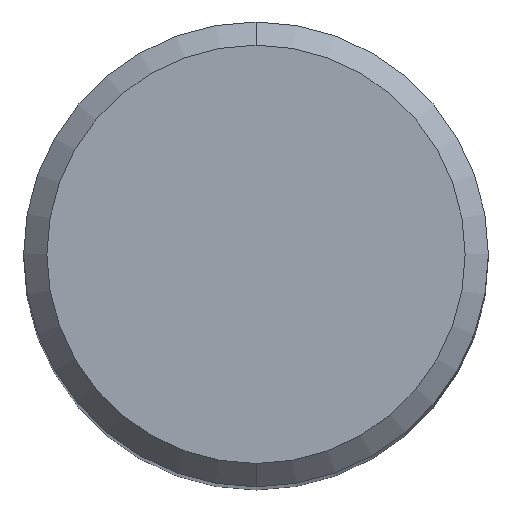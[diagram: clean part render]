
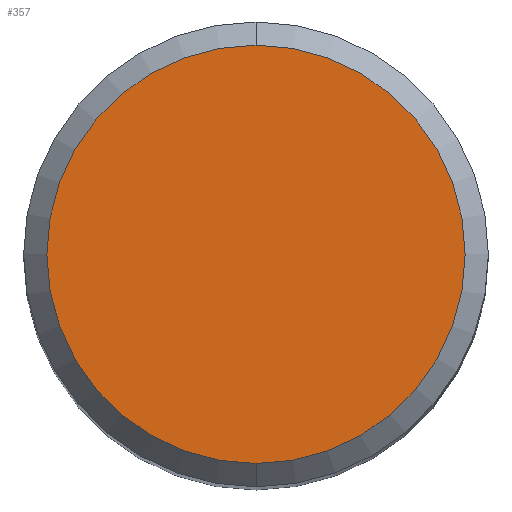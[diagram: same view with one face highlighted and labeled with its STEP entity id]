
A CAD part, top view. The second image highlights one B-rep face of the part: STEP entity #357.
In plain terms, the highlighted planar face has unit normal (0, 0, 1).
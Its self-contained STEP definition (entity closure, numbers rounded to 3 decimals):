
#201=EDGE_CURVE('',#247,#345,#511,.T.);
#247=VERTEX_POINT('',#561);
#255=EDGE_CURVE('',#345,#247,#569,.T.);
#345=VERTEX_POINT('',#669);
#357=ADVANCED_FACE('',(#682),#683,.T.);
#511=CIRCLE('',#851,4.5);
#561=CARTESIAN_POINT('',(0.0,4.5,0.0));
#569=CIRCLE('',#961,4.5);
#669=CARTESIAN_POINT('',(0.,-4.5,0.0));
#682=FACE_OUTER_BOUND('',#1176,.T.);
#683=PLANE('',#1177);
#851=AXIS2_PLACEMENT_3D('',#1515,#1516,#1517);
#961=AXIS2_PLACEMENT_3D('',#1560,#1561,#1562);
#1176=EDGE_LOOP('',(#1716,#1717));
#1177=AXIS2_PLACEMENT_3D('',#1718,#1719,#1720);
#1515=CARTESIAN_POINT('',(0.0,0.0,0.0));
#1516=DIRECTION('',(0.0,0.0,-1.0));
#1517=DIRECTION('',(0.0,1.0,0.0));
#1560=CARTESIAN_POINT('',(0.0,0.0,0.0));
#1561=DIRECTION('',(0.0,0.0,-1.0));
#1562=DIRECTION('',(0.0,1.0,0.0));
#1716=ORIENTED_EDGE('',*,*,#201,.F.);
#1717=ORIENTED_EDGE('',*,*,#255,.F.);
#1718=CARTESIAN_POINT('',(0.0,2.25,0.0));
#1719=DIRECTION('',(-0.0,0.0,1.0));
#1720=DIRECTION('',(0.0,-1.0,0.0));
